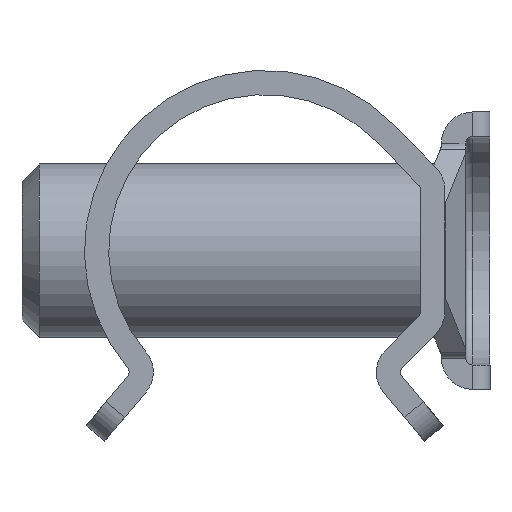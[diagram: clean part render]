
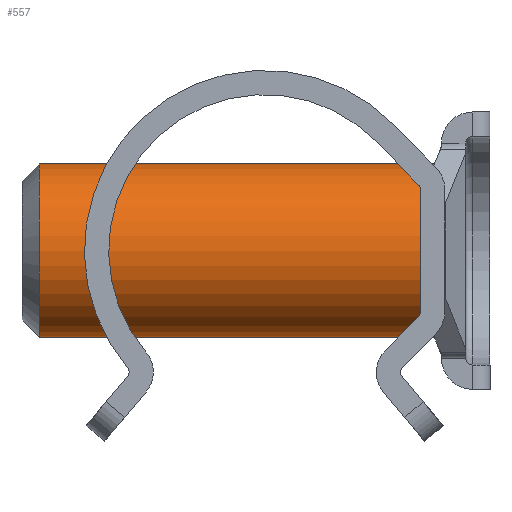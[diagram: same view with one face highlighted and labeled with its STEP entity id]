
A CAD part, front view. The second image highlights one B-rep face of the part: STEP entity #557.
In plain terms, the highlighted cylindrical face has radius 2.5 mm (diameter 5 mm), a full revolution.
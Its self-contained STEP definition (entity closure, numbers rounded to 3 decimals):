
#57 = EDGE_LOOP ( 'NONE', ( #361 ) ) ;
#66 = DIRECTION ( 'NONE',  ( 0., -1., 0. ) ) ;
#186 = CARTESIAN_POINT ( 'NONE',  ( 5.1, 2.5, 0. ) ) ;
#205 = AXIS2_PLACEMENT_3D ( 'NONE', #1507, #1518, #404 ) ;
#220 = CARTESIAN_POINT ( 'NONE',  ( -7., 0., 0. ) ) ;
#361 = ORIENTED_EDGE ( 'NONE', *, *, #1223, .F. ) ;
#404 = DIRECTION ( 'NONE',  ( 0., -1., 0. ) ) ;
#557 = ADVANCED_FACE ( 'NONE', ( #853, #1493 ), #1652, .T. ) ;
#602 = AXIS2_PLACEMENT_3D ( 'NONE', #220, #1005, #66 ) ;
#853 = FACE_OUTER_BOUND ( 'NONE', #1663, .T. ) ;
#1005 = DIRECTION ( 'NONE',  ( -1., 0., 0. ) ) ;
#1043 = DIRECTION ( 'NONE',  ( 1., 0., 0. ) ) ;
#1196 = EDGE_CURVE ( 'NONE', #1617, #1617, #1202, .T. ) ;
#1202 = CIRCLE ( 'NONE', #205, 2.5 ) ;
#1223 = EDGE_CURVE ( 'NONE', #1237, #1237, #1478, .T. ) ;
#1237 = VERTEX_POINT ( 'NONE', #186 ) ;
#1478 = CIRCLE ( 'NONE', #1505, 2.5 ) ;
#1493 = FACE_OUTER_BOUND ( 'NONE', #57, .T. ) ;
#1505 = AXIS2_PLACEMENT_3D ( 'NONE', #1697, #1043, #1708 ) ;
#1507 = CARTESIAN_POINT ( 'NONE',  ( -6.5, 0., 0. ) ) ;
#1518 = DIRECTION ( 'NONE',  ( -1., 0., 0. ) ) ;
#1543 = CARTESIAN_POINT ( 'NONE',  ( -6.5, -2.5, 0. ) ) ;
#1617 = VERTEX_POINT ( 'NONE', #1543 ) ;
#1652 = CYLINDRICAL_SURFACE ( 'NONE', #602, 2.5 ) ;
#1663 = EDGE_LOOP ( 'NONE', ( #1865 ) ) ;
#1697 = CARTESIAN_POINT ( 'NONE',  ( 5.1, 0., 0. ) ) ;
#1708 = DIRECTION ( 'NONE',  ( 0., 1., 0. ) ) ;
#1865 = ORIENTED_EDGE ( 'NONE', *, *, #1196, .F. ) ;
